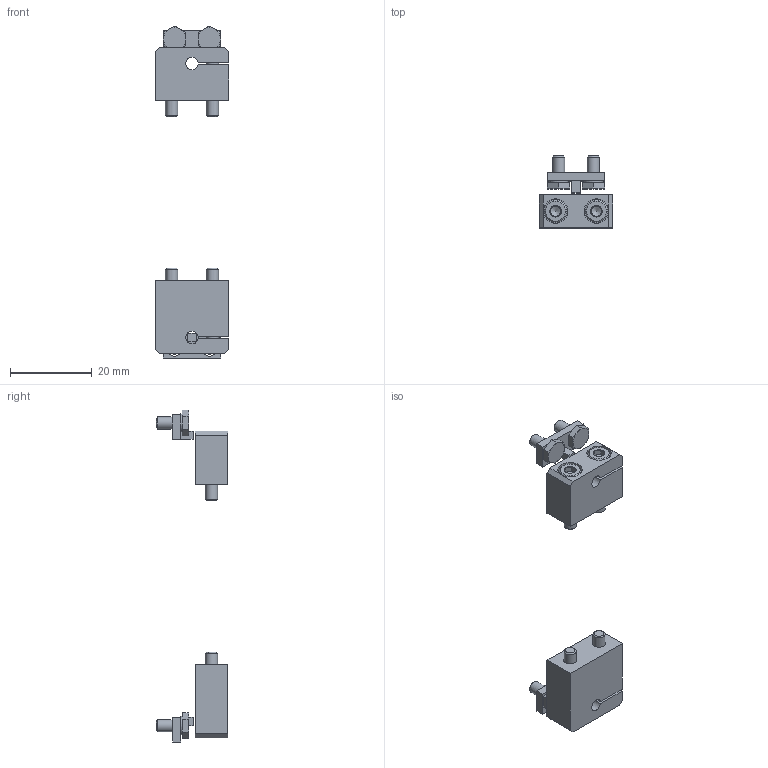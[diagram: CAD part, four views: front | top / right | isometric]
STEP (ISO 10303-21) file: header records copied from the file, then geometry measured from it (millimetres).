
FILE_DESCRIPTION(/* description */ ('STEP AP214'),/* implementation_level */ '2;1');
FILE_NAME(/* name */ '1435226_DASI-B12-20-S3',/* time_stamp */ '2024-08-14T17:20:29+02:00',/* author */ ('License CC BY-ND 4.0'),/* organization */ ('CADENAS'),/* preprocessor_version */ 'ST-DEVELOPER v19.3',/* originating_system */ 'PARTsolutions',/* authorisation */ ' ');
FILE_SCHEMA (('AUTOMOTIVE_DESIGN {1 0 10303 214 3 1 1}'));
Length unit declared in the file: millimetre
Products named in the file (7): 1435226 DASI-B12-20-S3; 1430969 KB3-02; DIN-912 - M3x14(F); 1430970 KB3-01; DIN-912 - M3x18(F); 1430925 GP803; Hexagon bolt DIN 933 - M3x6
Assembly tree (12 placements, depth 2):
  1435226 DASI-B12-20-S3
    1430969 KB3-02
    DIN-912 - M3x14(F)  x2
    1430970 KB3-01
    DIN-912 - M3x18(F)  x2
    1430925 GP803  x2
    Hexagon bolt DIN 933 - M3x6  x4
Bounding box: 18 x 17.5 x 81.18 mm (x, y, z)
Volume: 4832.7 mm3; surface area: 5243.7 mm2
Topology: 12 solids, 12 shells, 266 faces, 566 edges, 336 vertices
Faces by surface type: plane 154, cone 72, cylinder 36, torus 4
Full cylindrical faces by diameter (mm): 3 x8, 3.2 x6, 4.57 x4, 5.5 x4, 6 x4
Entity records: 3665 total; most frequent: CARTESIAN_POINT 655, DIRECTION 606, ORIENTED_EDGE 512, EDGE_CURVE 256, AXIS2_PLACEMENT_3D 229, FACE_BOUND 182, EDGE_LOOP 180, VERTEX_POINT 170
